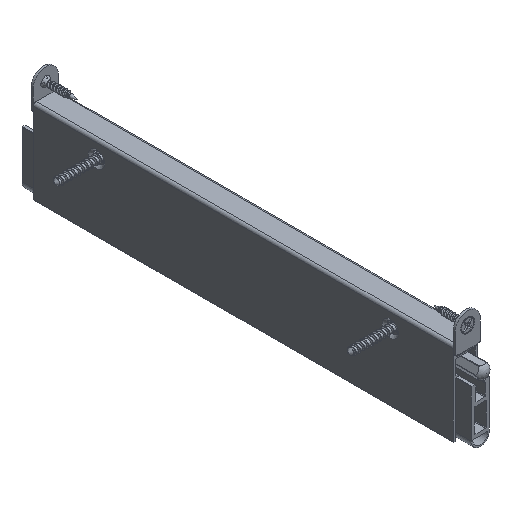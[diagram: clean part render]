
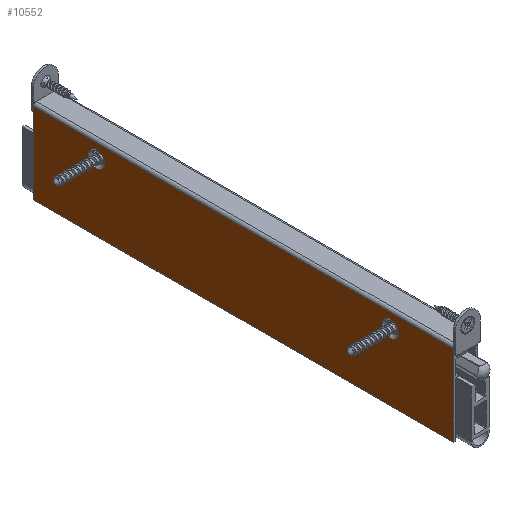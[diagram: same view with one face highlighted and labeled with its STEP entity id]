
A CAD part, isometric view. The second image highlights one B-rep face of the part: STEP entity #10552.
In plain terms, the highlighted planar face has unit normal (-1, 0, 0).
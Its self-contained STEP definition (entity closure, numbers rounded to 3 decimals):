
#268=PLANE('',#11562);
#724=CIRCLE('',#11563,3.9);
#725=CIRCLE('',#11564,3.9);
#1537=ORIENTED_EDGE('',*,*,#4643,.T.);
#1538=ORIENTED_EDGE('',*,*,#4644,.T.);
#1539=ORIENTED_EDGE('',*,*,#4611,.T.);
#1540=ORIENTED_EDGE('',*,*,#4645,.F.);
#1541=ORIENTED_EDGE('',*,*,#4570,.F.);
#1542=ORIENTED_EDGE('',*,*,#4642,.T.);
#4570=EDGE_CURVE('',#6151,#6152,#7214,.T.);
#4611=EDGE_CURVE('',#6177,#6176,#7228,.T.);
#4642=EDGE_CURVE('',#6151,#6177,#7242,.T.);
#4643=EDGE_CURVE('',#6194,#6194,#724,.T.);
#4644=EDGE_CURVE('',#6195,#6195,#725,.T.);
#4645=EDGE_CURVE('',#6152,#6176,#7243,.T.);
#6151=VERTEX_POINT('',#14959);
#6152=VERTEX_POINT('',#14961);
#6176=VERTEX_POINT('',#15026);
#6177=VERTEX_POINT('',#15028);
#6194=VERTEX_POINT('',#15086);
#6195=VERTEX_POINT('',#15088);
#7214=LINE('',#14960,#8149);
#7228=LINE('',#15027,#8163);
#7242=LINE('',#15083,#8177);
#7243=LINE('',#15089,#8178);
#8149=VECTOR('',#12402,1000.);
#8163=VECTOR('',#12472,1000.);
#8177=VECTOR('',#12536,1000.);
#8178=VECTOR('',#12543,1000.);
#9037=EDGE_LOOP('',(#1537));
#9038=EDGE_LOOP('',(#1538));
#9039=EDGE_LOOP('',(#1539,#1540,#1541,#1542));
#9748=FACE_BOUND('',#9037,.T.);
#9749=FACE_BOUND('',#9038,.T.);
#9750=FACE_BOUND('',#9039,.T.);
#10552=ADVANCED_FACE('',(#9748,#9749,#9750),#268,.F.);
#11562=AXIS2_PLACEMENT_3D('',#15084,#12537,#12538);
#11563=AXIS2_PLACEMENT_3D('',#15085,#12539,#12540);
#11564=AXIS2_PLACEMENT_3D('',#15087,#12541,#12542);
#12402=DIRECTION('',(0.,0.,1.));
#12472=DIRECTION('',(0.,0.,1.));
#12536=DIRECTION('',(0.,-1.,0.));
#12537=DIRECTION('',(1.,0.,0.));
#12538=DIRECTION('',(0.,0.,-1.));
#12539=DIRECTION('',(1.,0.,0.));
#12540=DIRECTION('',(0.,0.,-1.));
#12541=DIRECTION('',(1.,0.,0.));
#12542=DIRECTION('',(0.,0.,-1.));
#12543=DIRECTION('',(0.,-1.,0.));
#14959=CARTESIAN_POINT('',(-5.8,200.,-24.543));
#14960=CARTESIAN_POINT('',(-5.8,200.,-24.543));
#14961=CARTESIAN_POINT('',(-5.8,200.,13.957));
#15026=CARTESIAN_POINT('',(-5.8,0.,13.957));
#15027=CARTESIAN_POINT('',(-5.8,0.,-24.543));
#15028=CARTESIAN_POINT('',(-5.8,0.,-24.543));
#15083=CARTESIAN_POINT('',(-5.8,200.,-24.543));
#15084=CARTESIAN_POINT('',(-5.8,200.,-24.543));
#15085=CARTESIAN_POINT('',(-5.8,170.,7.257));
#15086=CARTESIAN_POINT('',(-5.8,170.,3.357));
#15087=CARTESIAN_POINT('',(-5.8,30.,7.257));
#15088=CARTESIAN_POINT('',(-5.8,30.,3.357));
#15089=CARTESIAN_POINT('',(-5.8,200.,13.957));
